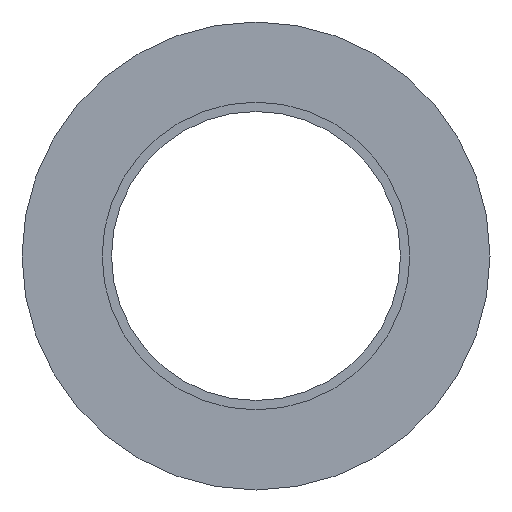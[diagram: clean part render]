
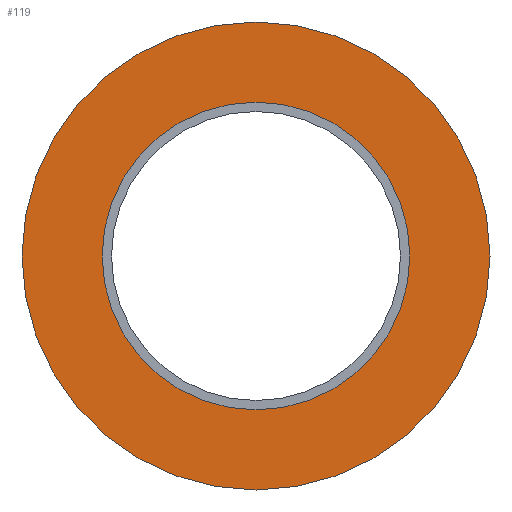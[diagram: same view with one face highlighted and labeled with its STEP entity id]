
A CAD part, front view. The second image highlights one B-rep face of the part: STEP entity #119.
In plain terms, the highlighted planar face has unit normal (0, -1, 0).
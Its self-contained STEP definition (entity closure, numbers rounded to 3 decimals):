
#6 = CARTESIAN_POINT ( 'NONE',  ( 0., 0., 0. ) ) ;
#11 = EDGE_LOOP ( 'NONE', ( #285, #389 ) ) ;
#18 = DIRECTION ( 'NONE',  ( 0., -1., 0. ) ) ;
#24 = VERTEX_POINT ( 'NONE', #346 ) ;
#34 = CARTESIAN_POINT ( 'NONE',  ( 0., 0., 0. ) ) ;
#45 = AXIS2_PLACEMENT_3D ( 'NONE', #318, #382, #212 ) ;
#50 = PLANE ( 'NONE',  #45 ) ;
#65 = AXIS2_PLACEMENT_3D ( 'NONE', #6, #125, #355 ) ;
#81 = CARTESIAN_POINT ( 'NONE',  ( 0., 0., -20. ) ) ;
#85 = VERTEX_POINT ( 'NONE', #177 ) ;
#92 = AXIS2_PLACEMENT_3D ( 'NONE', #244, #18, #261 ) ;
#98 = DIRECTION ( 'NONE',  ( 0., -1., 0. ) ) ;
#99 = DIRECTION ( 'NONE',  ( 0., -1., 0. ) ) ;
#107 = CARTESIAN_POINT ( 'NONE',  ( 0., 0., 13.15 ) ) ;
#119 = ADVANCED_FACE ( 'NONE', ( #207, #316 ), #50, .F. ) ;
#121 = EDGE_CURVE ( 'NONE', #24, #307, #187, .T. ) ;
#125 = DIRECTION ( 'NONE',  ( 0., -1., 0. ) ) ;
#132 = AXIS2_PLACEMENT_3D ( 'NONE', #34, #98, #183 ) ;
#143 = AXIS2_PLACEMENT_3D ( 'NONE', #426, #99, #174 ) ;
#148 = EDGE_CURVE ( 'NONE', #307, #24, #260, .T. ) ;
#157 = ORIENTED_EDGE ( 'NONE', *, *, #148, .T. ) ;
#160 = EDGE_CURVE ( 'NONE', #85, #252, #434, .T. ) ;
#174 = DIRECTION ( 'NONE',  ( 0., 0., -1. ) ) ;
#177 = CARTESIAN_POINT ( 'NONE',  ( 0., 0., -13.15 ) ) ;
#181 = ORIENTED_EDGE ( 'NONE', *, *, #121, .T. ) ;
#183 = DIRECTION ( 'NONE',  ( 0., 0., -1. ) ) ;
#187 = CIRCLE ( 'NONE', #132, 20. ) ;
#191 = EDGE_LOOP ( 'NONE', ( #157, #181 ) ) ;
#207 = FACE_BOUND ( 'NONE', #11, .T. ) ;
#212 = DIRECTION ( 'NONE',  ( 0., 0., 1. ) ) ;
#244 = CARTESIAN_POINT ( 'NONE',  ( 0., 0., 0. ) ) ;
#252 = VERTEX_POINT ( 'NONE', #107 ) ;
#260 = CIRCLE ( 'NONE', #143, 20. ) ;
#261 = DIRECTION ( 'NONE',  ( 0., 0., -1. ) ) ;
#285 = ORIENTED_EDGE ( 'NONE', *, *, #160, .F. ) ;
#307 = VERTEX_POINT ( 'NONE', #81 ) ;
#316 = FACE_OUTER_BOUND ( 'NONE', #191, .T. ) ;
#318 = CARTESIAN_POINT ( 'NONE',  ( -13.15, 0., 0. ) ) ;
#334 = CIRCLE ( 'NONE', #65, 13.15 ) ;
#346 = CARTESIAN_POINT ( 'NONE',  ( 0., 0., 20. ) ) ;
#355 = DIRECTION ( 'NONE',  ( 0., 0., -1. ) ) ;
#382 = DIRECTION ( 'NONE',  ( 0., 1., 0. ) ) ;
#389 = ORIENTED_EDGE ( 'NONE', *, *, #436, .F. ) ;
#426 = CARTESIAN_POINT ( 'NONE',  ( 0., 0., 0. ) ) ;
#434 = CIRCLE ( 'NONE', #92, 13.15 ) ;
#436 = EDGE_CURVE ( 'NONE', #252, #85, #334, .T. ) ;
